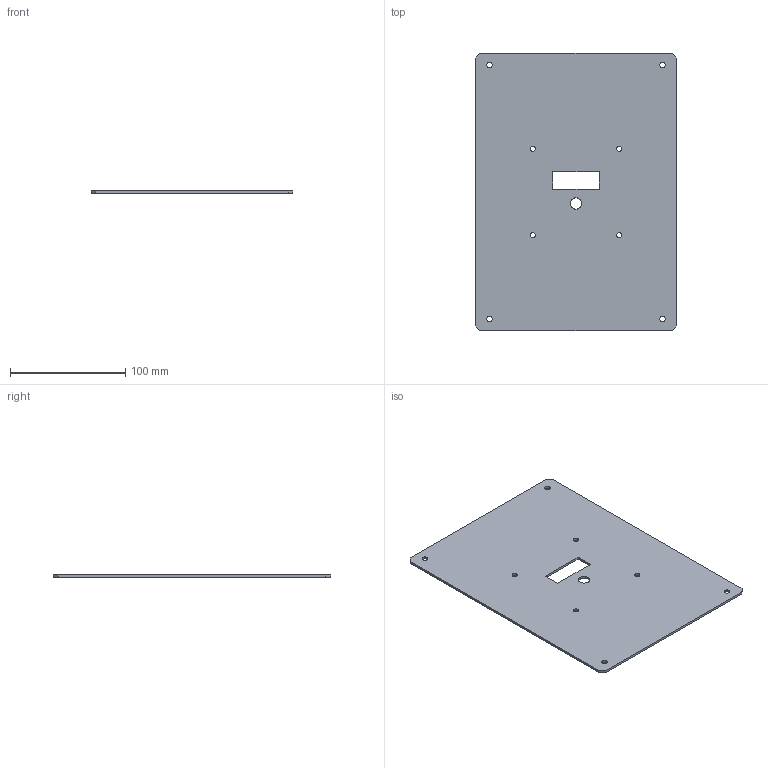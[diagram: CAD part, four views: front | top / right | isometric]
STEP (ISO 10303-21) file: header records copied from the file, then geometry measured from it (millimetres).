
FILE_DESCRIPTION(('FreeCAD Model'),'2;1');
FILE_NAME('Open CASCADE Shape Model','2025-04-06T17:19:29',(''),(''), 'Open CASCADE STEP processor 7.8','FreeCAD','Unknown');
FILE_SCHEMA(('AUTOMOTIVE_DESIGN { 1 0 10303 214 1 1 1 1 }'));
Length unit declared in the file: millimetre
Products named in the file (1): Pocket
Bounding box: 174.8 x 240 x 2 mm (x, y, z)
Volume: 82210 mm3; surface area: 84367 mm2
Topology: 1 solids, 1 shells, 23 faces, 63 edges, 42 vertices
Faces by surface type: plane 14, cylinder 9
Full cylindrical faces by diameter (mm): 4.5 x4, 4.8 x4, 10 x1
Entity records: 797 total; most frequent: CARTESIAN_POINT 129, DIRECTION 129, ORIENTED_EDGE 126, EDGE_CURVE 63, LINE 45, VECTOR 45, FACE_BOUND 43, EDGE_LOOP 43
